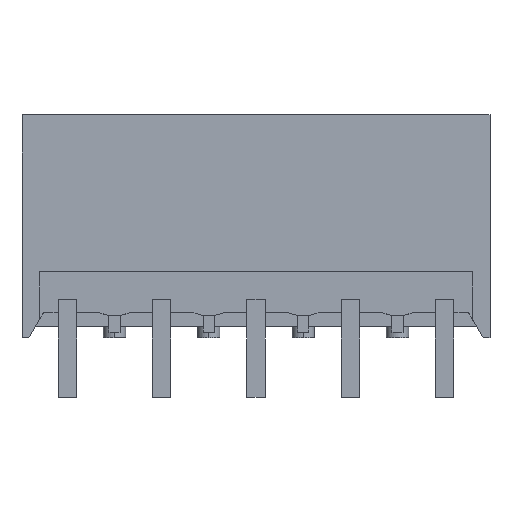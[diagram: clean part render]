
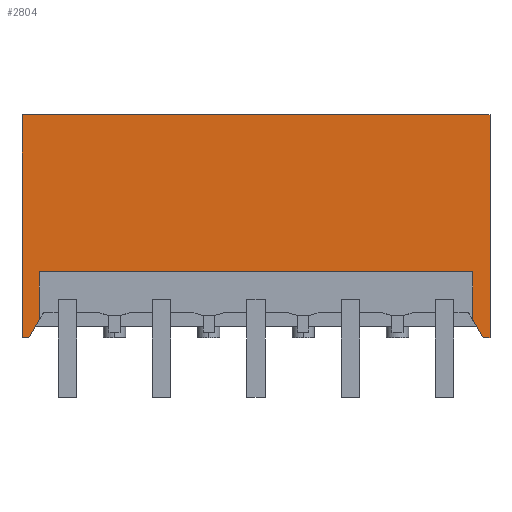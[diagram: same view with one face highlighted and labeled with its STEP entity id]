
A CAD part, front view. The second image highlights one B-rep face of the part: STEP entity #2804.
In plain terms, the highlighted planar face has unit normal (0, -1, 0).
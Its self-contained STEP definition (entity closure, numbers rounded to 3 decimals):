
#2773=AXIS2_PLACEMENT_3D('Plane Axis2P3D',#2770,#2771,#2772) ;
#1018=CARTESIAN_POINT('Vertex',(0.94,0.,4.181)) ;
#1021=CARTESIAN_POINT('Line Origine',(0.657,0.,3.691)) ;
#1025=CARTESIAN_POINT('Vertex',(0.373,0.,3.2)) ;
#1072=CARTESIAN_POINT('Line Origine',(0.187,0.,3.2)) ;
#1076=CARTESIAN_POINT('Vertex',(0.,0.,3.2)) ;
#1096=CARTESIAN_POINT('Line Origine',(0.,0.,9.2)) ;
#1100=CARTESIAN_POINT('Vertex',(0.,0.,15.2)) ;
#1291=CARTESIAN_POINT('Vertex',(25.2,0.,15.2)) ;
#1294=CARTESIAN_POINT('Line Origine',(25.2,0.,9.2)) ;
#1298=CARTESIAN_POINT('Vertex',(25.2,0.,3.2)) ;
#1328=CARTESIAN_POINT('Line Origine',(25.013,0.,3.2)) ;
#1332=CARTESIAN_POINT('Vertex',(24.827,0.,3.2)) ;
#1401=CARTESIAN_POINT('Line Origine',(24.543,0.,3.691)) ;
#1405=CARTESIAN_POINT('Vertex',(24.26,0.,4.181)) ;
#2755=CARTESIAN_POINT('Vertex',(0.94,0.,6.75)) ;
#2758=CARTESIAN_POINT('Line Origine',(0.94,0.,5.466)) ;
#2770=CARTESIAN_POINT('Axis2P3D Location',(5.08,0.,3.2)) ;
#2775=CARTESIAN_POINT('Line Origine',(12.6,0.,6.75)) ;
#2779=CARTESIAN_POINT('Vertex',(24.26,0.,6.75)) ;
#2782=CARTESIAN_POINT('Line Origine',(24.26,0.,5.466)) ;
#2787=CARTESIAN_POINT('Line Origine',(12.6,0.,15.2)) ;
#1022=DIRECTION('Vector Direction',(-0.5,0.,-0.866)) ;
#1073=DIRECTION('Vector Direction',(1.,0.,0.)) ;
#1097=DIRECTION('Vector Direction',(0.,0.,1.)) ;
#1295=DIRECTION('Vector Direction',(0.,0.,1.)) ;
#1329=DIRECTION('Vector Direction',(1.,0.,0.)) ;
#1402=DIRECTION('Vector Direction',(-0.5,0.,0.866)) ;
#2759=DIRECTION('Vector Direction',(0.,0.,-1.)) ;
#2771=DIRECTION('Axis2P3D Direction',(0.,1.,0.)) ;
#2772=DIRECTION('Axis2P3D XDirection',(0.,0.,-1.)) ;
#2776=DIRECTION('Vector Direction',(-1.,0.,0.)) ;
#2783=DIRECTION('Vector Direction',(0.,0.,1.)) ;
#2788=DIRECTION('Vector Direction',(1.,0.,0.)) ;
#1023=VECTOR('Line Direction',#1022,1.) ;
#1074=VECTOR('Line Direction',#1073,1.) ;
#1098=VECTOR('Line Direction',#1097,1.) ;
#1296=VECTOR('Line Direction',#1295,1.) ;
#1330=VECTOR('Line Direction',#1329,1.) ;
#1403=VECTOR('Line Direction',#1402,1.) ;
#2760=VECTOR('Line Direction',#2759,1.) ;
#2777=VECTOR('Line Direction',#2776,1.) ;
#2784=VECTOR('Line Direction',#2783,1.) ;
#2789=VECTOR('Line Direction',#2788,1.) ;
#2793=ORIENTED_EDGE('',*,*,#1102,.F.) ;
#2794=ORIENTED_EDGE('',*,*,#1078,.T.) ;
#2795=ORIENTED_EDGE('',*,*,#1027,.F.) ;
#2796=ORIENTED_EDGE('',*,*,#2762,.F.) ;
#2797=ORIENTED_EDGE('',*,*,#2781,.F.) ;
#2798=ORIENTED_EDGE('',*,*,#2786,.F.) ;
#2799=ORIENTED_EDGE('',*,*,#1407,.F.) ;
#2800=ORIENTED_EDGE('',*,*,#1334,.T.) ;
#2801=ORIENTED_EDGE('',*,*,#1300,.T.) ;
#2802=ORIENTED_EDGE('',*,*,#2791,.F.) ;
#2804=ADVANCED_FACE('HOUSING',(#2803),#2774,.F.) ;
#1027=EDGE_CURVE('',#1019,#1026,#1024,.T.) ;
#1078=EDGE_CURVE('',#1077,#1026,#1075,.T.) ;
#1102=EDGE_CURVE('',#1077,#1101,#1099,.T.) ;
#1300=EDGE_CURVE('',#1299,#1292,#1297,.T.) ;
#1334=EDGE_CURVE('',#1333,#1299,#1331,.T.) ;
#1407=EDGE_CURVE('',#1333,#1406,#1404,.T.) ;
#2762=EDGE_CURVE('',#2756,#1019,#2761,.T.) ;
#2781=EDGE_CURVE('',#2780,#2756,#2778,.T.) ;
#2786=EDGE_CURVE('',#1406,#2780,#2785,.T.) ;
#2791=EDGE_CURVE('',#1101,#1292,#2790,.T.) ;
#2792=EDGE_LOOP('',(#2793,#2794,#2795,#2796,#2797,#2798,#2799,#2800,#2801,#2802)) ;
#2803=FACE_OUTER_BOUND('',#2792,.T.) ;
#1024=LINE('Line',#1021,#1023) ;
#1075=LINE('Line',#1072,#1074) ;
#1099=LINE('Line',#1096,#1098) ;
#1297=LINE('Line',#1294,#1296) ;
#1331=LINE('Line',#1328,#1330) ;
#1404=LINE('Line',#1401,#1403) ;
#2761=LINE('Line',#2758,#2760) ;
#2778=LINE('Line',#2775,#2777) ;
#2785=LINE('Line',#2782,#2784) ;
#2790=LINE('Line',#2787,#2789) ;
#2774=PLANE('',#2773) ;
#1019=VERTEX_POINT('',#1018) ;
#1026=VERTEX_POINT('',#1025) ;
#1077=VERTEX_POINT('',#1076) ;
#1101=VERTEX_POINT('',#1100) ;
#1292=VERTEX_POINT('',#1291) ;
#1299=VERTEX_POINT('',#1298) ;
#1333=VERTEX_POINT('',#1332) ;
#1406=VERTEX_POINT('',#1405) ;
#2756=VERTEX_POINT('',#2755) ;
#2780=VERTEX_POINT('',#2779) ;
